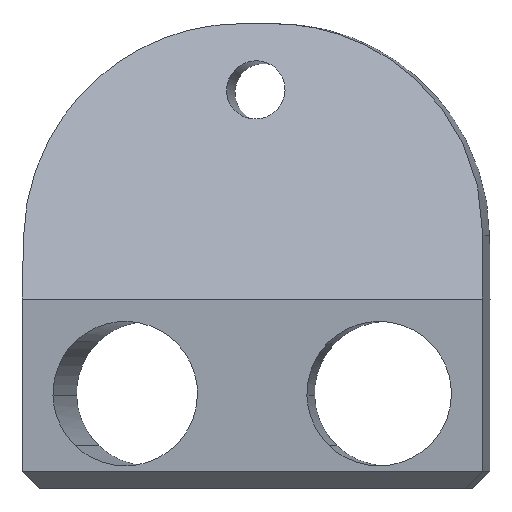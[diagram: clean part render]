
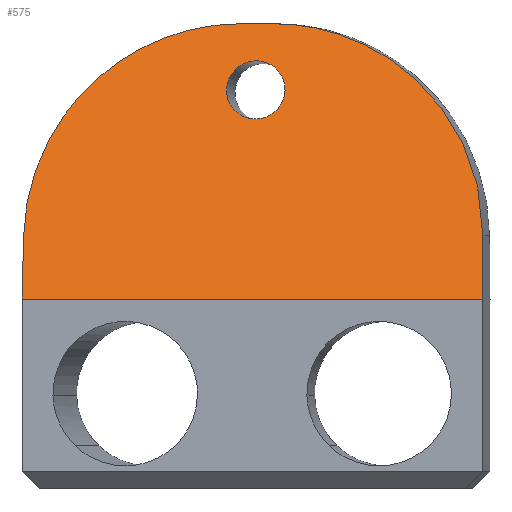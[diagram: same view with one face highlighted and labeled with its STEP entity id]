
A CAD part, front view. The second image highlights one B-rep face of the part: STEP entity #575.
In plain terms, the highlighted planar face has unit normal (-0.012, -0.707, 0.707).
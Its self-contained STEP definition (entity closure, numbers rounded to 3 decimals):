
#20=FACE_BOUND('',#90,.T.);
#26=PLANE('',#659);
#57=FACE_OUTER_BOUND('',#89,.T.);
#89=EDGE_LOOP('',(#453,#454,#455,#456,#457,#458));
#90=EDGE_LOOP('',(#459));
#130=LINE('',#992,#175);
#131=LINE('',#993,#176);
#132=LINE('',#994,#177);
#133=LINE('',#995,#178);
#175=VECTOR('',#818,1.);
#176=VECTOR('',#819,1.);
#177=VECTOR('',#820,1.);
#178=VECTOR('',#821,1.);
#196=ELLIPSE('',#603,0.999,0.711);
#229=ELLIPSE('',#653,7.28,5.148);
#231=ELLIPSE('',#656,7.28,5.148);
#234=VERTEX_POINT('',#865);
#267=VERTEX_POINT('',#965);
#268=VERTEX_POINT('',#966);
#271=VERTEX_POINT('',#974);
#272=VERTEX_POINT('',#975);
#277=VERTEX_POINT('',#990);
#278=VERTEX_POINT('',#991);
#289=EDGE_CURVE('',#234,#234,#196,.T.);
#338=EDGE_CURVE('',#267,#268,#229,.T.);
#342=EDGE_CURVE('',#271,#272,#231,.T.);
#350=EDGE_CURVE('',#277,#278,#130,.T.);
#351=EDGE_CURVE('',#267,#277,#131,.T.);
#352=EDGE_CURVE('',#271,#268,#132,.T.);
#353=EDGE_CURVE('',#278,#272,#133,.T.);
#453=ORIENTED_EDGE('',*,*,#350,.F.);
#454=ORIENTED_EDGE('',*,*,#351,.F.);
#455=ORIENTED_EDGE('',*,*,#338,.T.);
#456=ORIENTED_EDGE('',*,*,#352,.F.);
#457=ORIENTED_EDGE('',*,*,#342,.T.);
#458=ORIENTED_EDGE('',*,*,#353,.F.);
#459=ORIENTED_EDGE('',*,*,#289,.T.);
#575=ADVANCED_FACE('',(#57,#20),#26,.F.);
#603=AXIS2_PLACEMENT_3D('',#867,#680,#681);
#653=AXIS2_PLACEMENT_3D('',#967,#796,#797);
#656=AXIS2_PLACEMENT_3D('',#976,#804,#805);
#659=AXIS2_PLACEMENT_3D('',#989,#816,#817);
#680=DIRECTION('center_axis',(0.012,0.707,-0.707));
#681=DIRECTION('ref_axis',(0.012,0.707,0.707));
#796=DIRECTION('center_axis',(-0.012,-0.707,0.707));
#797=DIRECTION('ref_axis',(0.,-0.707,-0.707));
#804=DIRECTION('center_axis',(-0.012,-0.707,0.707));
#805=DIRECTION('ref_axis',(0.025,0.707,0.707));
#816=DIRECTION('center_axis',(0.012,0.707,-0.707));
#817=DIRECTION('ref_axis',(-1.,0.,-0.017));
#818=DIRECTION('',(-1.,0.017,0.));
#819=DIRECTION('',(-0.006,-0.707,-0.707));
#820=DIRECTION('',(1.,-0.017,0.));
#821=DIRECTION('',(0.019,0.707,0.707));
#865=CARTESIAN_POINT('',(-0.112,-6.434,3.845));
#867=CARTESIAN_POINT('Origin',(-0.1,-5.728,4.551));
#965=CARTESIAN_POINT('',(5.423,-9.363,1.014));
#966=CARTESIAN_POINT('',(0.32,-4.125,6.161));
#967=CARTESIAN_POINT('Origin',(0.276,-9.273,1.014));
#974=CARTESIAN_POINT('',(-0.464,-4.111,6.161));
#975=CARTESIAN_POINT('',(-5.747,-9.168,1.014));
#976=CARTESIAN_POINT('Origin',(-0.6,-9.257,1.014));
#989=CARTESIAN_POINT('Origin',(-0.1,-5.72,4.559));
#990=CARTESIAN_POINT('',(5.41,-10.911,-0.535));
#991=CARTESIAN_POINT('',(-5.787,-10.716,-0.535));
#992=CARTESIAN_POINT('',(-0.189,-10.813,-0.535));
#993=CARTESIAN_POINT('',(5.453,-5.851,4.525));
#994=CARTESIAN_POINT('',(-0.072,-4.118,6.161));
#995=CARTESIAN_POINT('',(-5.654,-5.657,4.525));
